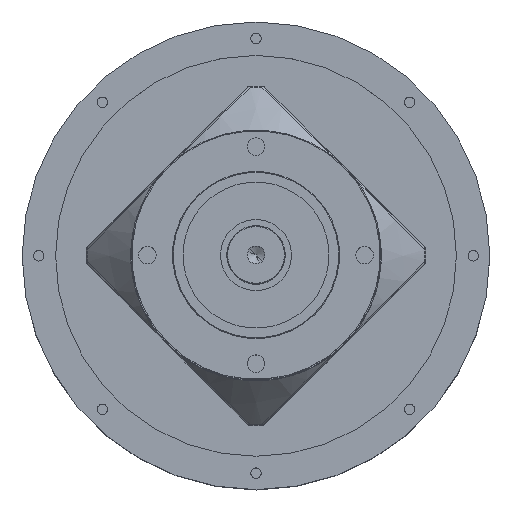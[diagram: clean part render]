
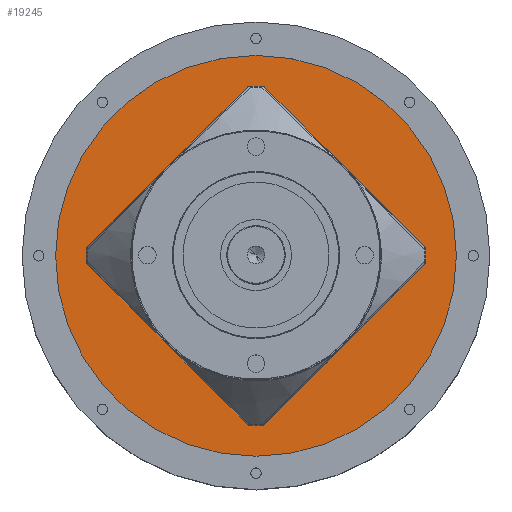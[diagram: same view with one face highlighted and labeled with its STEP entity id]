
A CAD part, top view. The second image highlights one B-rep face of the part: STEP entity #19245.
In plain terms, the highlighted planar face has unit normal (0, 0, 1).
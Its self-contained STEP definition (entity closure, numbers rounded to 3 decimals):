
#419 = CARTESIAN_POINT ( 'NONE',  ( 48., 0., 86.3 ) ) ;
#478 = CARTESIAN_POINT ( 'NONE',  ( -48., 0., 86.3 ) ) ;
#788 = DIRECTION ( 'NONE',  ( 0., 0., -1. ) ) ;
#1194 = LINE ( 'NONE', #7354, #5299 ) ;
#1275 = VERTEX_POINT ( 'NONE', #14013 ) ;
#1320 = DIRECTION ( 'NONE',  ( -1., 0., 0. ) ) ;
#1432 = CARTESIAN_POINT ( 'NONE',  ( -40.413, 1.731, 86.3 ) ) ;
#1514 = AXIS2_PLACEMENT_3D ( 'NONE', #16406, #788, #2178 ) ;
#1528 = EDGE_CURVE ( 'NONE', #7636, #20674, #20158, .T. ) ;
#1560 = VERTEX_POINT ( 'NONE', #9864 ) ;
#1941 = ORIENTED_EDGE ( 'NONE', *, *, #13450, .T. ) ;
#1991 = CIRCLE ( 'NONE', #1514, 40.45 ) ;
#2146 = AXIS2_PLACEMENT_3D ( 'NONE', #7437, #9496, #14585 ) ;
#2178 = DIRECTION ( 'NONE',  ( 0.707, -0.707, 0. ) ) ;
#2200 = PLANE ( 'NONE',  #18509 ) ;
#2629 = ORIENTED_EDGE ( 'NONE', *, *, #1528, .T. ) ;
#2963 = DIRECTION ( 'NONE',  ( 0., 0., -1. ) ) ;
#3183 = EDGE_CURVE ( 'NONE', #4460, #7636, #1194, .T. ) ;
#3268 = AXIS2_PLACEMENT_3D ( 'NONE', #15623, #5140, #1320 ) ;
#3858 = LINE ( 'NONE', #9077, #16742 ) ;
#4062 = EDGE_CURVE ( 'NONE', #20758, #1275, #20319, .T. ) ;
#4460 = VERTEX_POINT ( 'NONE', #20185 ) ;
#5057 = DIRECTION ( 'NONE',  ( -0.707, 0.707, 0. ) ) ;
#5140 = DIRECTION ( 'NONE',  ( 0., 0., 1. ) ) ;
#5299 = VECTOR ( 'NONE', #9193, 1000. ) ;
#5332 = ORIENTED_EDGE ( 'NONE', *, *, #14922, .T. ) ;
#5646 = EDGE_CURVE ( 'NONE', #19652, #14910, #7290, .T. ) ;
#6423 = EDGE_LOOP ( 'NONE', ( #7163, #5332 ) ) ;
#6604 = ORIENTED_EDGE ( 'NONE', *, *, #19686, .T. ) ;
#7148 = DIRECTION ( 'NONE',  ( 0.707, 0.707, 0. ) ) ;
#7163 = ORIENTED_EDGE ( 'NONE', *, *, #5646, .T. ) ;
#7290 = CIRCLE ( 'NONE', #3268, 48. ) ;
#7354 = CARTESIAN_POINT ( 'NONE',  ( 40.468, 1.676, 86.3 ) ) ;
#7437 = CARTESIAN_POINT ( 'NONE',  ( 0., 0., 86.3 ) ) ;
#7467 = CARTESIAN_POINT ( 'NONE',  ( 0., 0., 86.3 ) ) ;
#7613 = ORIENTED_EDGE ( 'NONE', *, *, #15452, .T. ) ;
#7636 = VERTEX_POINT ( 'NONE', #22190 ) ;
#7693 = VECTOR ( 'NONE', #7148, 1000. ) ;
#7740 = EDGE_LOOP ( 'NONE', ( #6604, #11036, #7613, #10244, #2629, #1941, #15053, #16796 ) ) ;
#8428 = CIRCLE ( 'NONE', #11980, 48. ) ;
#9077 = CARTESIAN_POINT ( 'NONE',  ( 1.676, -40.468, 86.3 ) ) ;
#9193 = DIRECTION ( 'NONE',  ( 0.707, -0.707, 0. ) ) ;
#9423 = VERTEX_POINT ( 'NONE', #13788 ) ;
#9455 = EDGE_CURVE ( 'NONE', #1560, #9423, #18649, .T. ) ;
#9496 = DIRECTION ( 'NONE',  ( 0., 0., -1. ) ) ;
#9864 = CARTESIAN_POINT ( 'NONE',  ( -1.731, -40.413, 86.3 ) ) ;
#10021 = CARTESIAN_POINT ( 'NONE',  ( 0., 0., 86.3 ) ) ;
#10131 = CARTESIAN_POINT ( 'NONE',  ( 0., 0., 86.3 ) ) ;
#10244 = ORIENTED_EDGE ( 'NONE', *, *, #3183, .T. ) ;
#10766 = EDGE_CURVE ( 'NONE', #14430, #1560, #15296, .T. ) ;
#11036 = ORIENTED_EDGE ( 'NONE', *, *, #4062, .T. ) ;
#11811 = CIRCLE ( 'NONE', #2146, 40.45 ) ;
#11980 = AXIS2_PLACEMENT_3D ( 'NONE', #7467, #14333, #12664 ) ;
#12100 = FACE_BOUND ( 'NONE', #7740, .T. ) ;
#12325 = CARTESIAN_POINT ( 'NONE',  ( -40.468, -1.676, 86.3 ) ) ;
#12621 = VECTOR ( 'NONE', #5057, 1000. ) ;
#12664 = DIRECTION ( 'NONE',  ( -1., 0., 0. ) ) ;
#13450 = EDGE_CURVE ( 'NONE', #20674, #14430, #3858, .T. ) ;
#13788 = CARTESIAN_POINT ( 'NONE',  ( -40.413, -1.731, 86.3 ) ) ;
#14013 = CARTESIAN_POINT ( 'NONE',  ( -1.731, 40.413, 86.3 ) ) ;
#14333 = DIRECTION ( 'NONE',  ( 0., 0., 1. ) ) ;
#14345 = DIRECTION ( 'NONE',  ( 1., 0., 0. ) ) ;
#14409 = DIRECTION ( 'NONE',  ( 0., 0., 1. ) ) ;
#14430 = VERTEX_POINT ( 'NONE', #14494 ) ;
#14481 = CARTESIAN_POINT ( 'NONE',  ( 0., -25., 86.3 ) ) ;
#14494 = CARTESIAN_POINT ( 'NONE',  ( 1.731, -40.413, 86.3 ) ) ;
#14550 = AXIS2_PLACEMENT_3D ( 'NONE', #10021, #2963, #20923 ) ;
#14585 = DIRECTION ( 'NONE',  ( 0.707, -0.707, 0. ) ) ;
#14910 = VERTEX_POINT ( 'NONE', #419 ) ;
#14922 = EDGE_CURVE ( 'NONE', #14910, #19652, #8428, .T. ) ;
#15053 = ORIENTED_EDGE ( 'NONE', *, *, #10766, .T. ) ;
#15073 = DIRECTION ( 'NONE',  ( 0., 0., -1. ) ) ;
#15296 = CIRCLE ( 'NONE', #20419, 40.45 ) ;
#15452 = EDGE_CURVE ( 'NONE', #1275, #4460, #11811, .T. ) ;
#15623 = CARTESIAN_POINT ( 'NONE',  ( 0., 0., 86.3 ) ) ;
#15784 = CARTESIAN_POINT ( 'NONE',  ( -1.676, 40.468, 86.3 ) ) ;
#16406 = CARTESIAN_POINT ( 'NONE',  ( 0., 0., 86.3 ) ) ;
#16742 = VECTOR ( 'NONE', #21504, 1000. ) ;
#16796 = ORIENTED_EDGE ( 'NONE', *, *, #9455, .T. ) ;
#16898 = CARTESIAN_POINT ( 'NONE',  ( 40.413, -1.731, 86.3 ) ) ;
#18509 = AXIS2_PLACEMENT_3D ( 'NONE', #14481, #14409, #14345 ) ;
#18649 = LINE ( 'NONE', #12325, #12621 ) ;
#18768 = DIRECTION ( 'NONE',  ( 0.707, -0.707, 0. ) ) ;
#19201 = FACE_OUTER_BOUND ( 'NONE', #6423, .T. ) ;
#19245 = ADVANCED_FACE ( 'NONE', ( #19201, #12100 ), #2200, .T. ) ;
#19652 = VERTEX_POINT ( 'NONE', #478 ) ;
#19686 = EDGE_CURVE ( 'NONE', #9423, #20758, #1991, .T. ) ;
#20158 = CIRCLE ( 'NONE', #14550, 40.45 ) ;
#20185 = CARTESIAN_POINT ( 'NONE',  ( 1.731, 40.413, 86.3 ) ) ;
#20319 = LINE ( 'NONE', #15784, #7693 ) ;
#20419 = AXIS2_PLACEMENT_3D ( 'NONE', #10131, #15073, #18768 ) ;
#20674 = VERTEX_POINT ( 'NONE', #16898 ) ;
#20758 = VERTEX_POINT ( 'NONE', #1432 ) ;
#20923 = DIRECTION ( 'NONE',  ( 0.707, -0.707, 0. ) ) ;
#21504 = DIRECTION ( 'NONE',  ( -0.707, -0.707, 0. ) ) ;
#22190 = CARTESIAN_POINT ( 'NONE',  ( 40.413, 1.731, 86.3 ) ) ;
